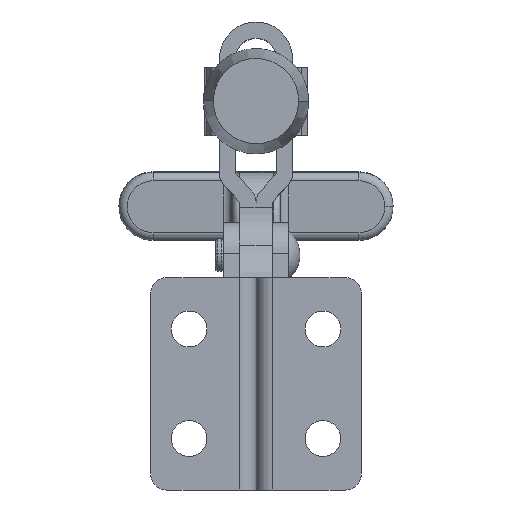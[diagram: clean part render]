
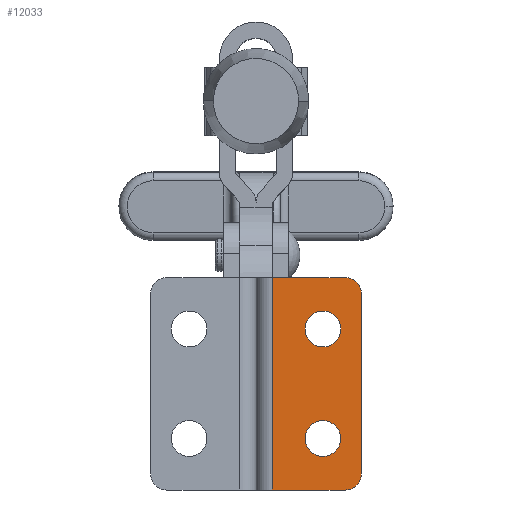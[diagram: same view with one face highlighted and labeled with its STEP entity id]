
A CAD part, front view. The second image highlights one B-rep face of the part: STEP entity #12033.
In plain terms, the highlighted planar face has unit normal (0, -1, 0).
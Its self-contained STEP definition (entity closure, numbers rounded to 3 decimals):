
#25 = CARTESIAN_POINT ( 'NONE',  ( -12.537, 0., 24.2 ) ) ;
#97 = DIRECTION ( 'NONE',  ( 0., -1., 0. ) ) ;
#865 = EDGE_LOOP ( 'NONE', ( #23003, #9975, #7892, #22172, #20153, #2949 ) ) ;
#990 = FACE_BOUND ( 'NONE', #13217, .T. ) ;
#1146 = VERTEX_POINT ( 'NONE', #7579 ) ;
#1961 = VECTOR ( 'NONE', #11208, 1000. ) ;
#2010 = DIRECTION ( 'NONE',  ( 0., 0., -1. ) ) ;
#2158 = DIRECTION ( 'NONE',  ( 0., -1., 0. ) ) ;
#2413 = ORIENTED_EDGE ( 'NONE', *, *, #27402, .F. ) ;
#2949 = ORIENTED_EDGE ( 'NONE', *, *, #5998, .T. ) ;
#3047 = CARTESIAN_POINT ( 'NONE',  ( -23.537, 0., 26.2 ) ) ;
#3682 = EDGE_CURVE ( 'NONE', #22753, #22343, #12423, .T. ) ;
#3820 = DIRECTION ( 'NONE',  ( 0., -1., 0. ) ) ;
#4021 = CIRCLE ( 'NONE', #16951, 2.2 ) ;
#5197 = VECTOR ( 'NONE', #8681, 1000. ) ;
#5212 = VERTEX_POINT ( 'NONE', #8090 ) ;
#5662 = EDGE_CURVE ( 'NONE', #28149, #27039, #23227, .T. ) ;
#5998 = EDGE_CURVE ( 'NONE', #26898, #5212, #30979, .T. ) ;
#6355 = CIRCLE ( 'NONE', #26324, 2. ) ;
#7050 = VERTEX_POINT ( 'NONE', #25301 ) ;
#7579 = CARTESIAN_POINT ( 'NONE',  ( -14.537, 0., 0. ) ) ;
#7892 = ORIENTED_EDGE ( 'NONE', *, *, #3682, .F. ) ;
#8077 = AXIS2_PLACEMENT_3D ( 'NONE', #25602, #10731, #28095 ) ;
#8090 = CARTESIAN_POINT ( 'NONE',  ( -23.537, 0., 0. ) ) ;
#8681 = DIRECTION ( 'NONE',  ( -1., 0., 0. ) ) ;
#9207 = CARTESIAN_POINT ( 'NONE',  ( -14.537, 0., 2. ) ) ;
#9463 = ORIENTED_EDGE ( 'NONE', *, *, #5662, .F. ) ;
#9860 = VERTEX_POINT ( 'NONE', #21817 ) ;
#9975 = ORIENTED_EDGE ( 'NONE', *, *, #13409, .T. ) ;
#10731 = DIRECTION ( 'NONE',  ( 0., -1., 0. ) ) ;
#11208 = DIRECTION ( 'NONE',  ( -1., 0., 0. ) ) ;
#11670 = DIRECTION ( 'NONE',  ( 0., 0., -1. ) ) ;
#11862 = CARTESIAN_POINT ( 'NONE',  ( -22.491, 0., 26.2 ) ) ;
#12033 = ADVANCED_FACE ( 'NONE', ( #990, #13396, #14161 ), #31726, .T. ) ;
#12423 = LINE ( 'NONE', #12487, #19053 ) ;
#12487 = CARTESIAN_POINT ( 'NONE',  ( -12.537, 0., 26.2 ) ) ;
#12733 = CARTESIAN_POINT ( 'NONE',  ( -17.287, 0., 6.35 ) ) ;
#13217 = EDGE_LOOP ( 'NONE', ( #25305, #2413 ) ) ;
#13396 = FACE_BOUND ( 'NONE', #23520, .T. ) ;
#13409 = EDGE_CURVE ( 'NONE', #1146, #22343, #6355, .T. ) ;
#13463 = VERTEX_POINT ( 'NONE', #22111 ) ;
#14161 = FACE_OUTER_BOUND ( 'NONE', #865, .T. ) ;
#14976 = CARTESIAN_POINT ( 'NONE',  ( -17.287, 0., 6.35 ) ) ;
#15157 = LINE ( 'NONE', #26079, #1961 ) ;
#15248 = DIRECTION ( 'NONE',  ( 0., 0., -1. ) ) ;
#15646 = EDGE_CURVE ( 'NONE', #27039, #28149, #21799, .T. ) ;
#16183 = AXIS2_PLACEMENT_3D ( 'NONE', #14976, #97, #17479 ) ;
#16391 = EDGE_CURVE ( 'NONE', #7050, #26898, #15157, .T. ) ;
#16951 = AXIS2_PLACEMENT_3D ( 'NONE', #12733, #30114, #15248 ) ;
#17007 = CARTESIAN_POINT ( 'NONE',  ( -14.537, 0., 24.2 ) ) ;
#17078 = EDGE_CURVE ( 'NONE', #9860, #13463, #17483, .T. ) ;
#17479 = DIRECTION ( 'NONE',  ( 0., 0., -1. ) ) ;
#17483 = CIRCLE ( 'NONE', #16183, 2.2 ) ;
#18328 = CARTESIAN_POINT ( 'NONE',  ( -17.287, 0., 22.05 ) ) ;
#18684 = CARTESIAN_POINT ( 'NONE',  ( -17.287, 0., 19.85 ) ) ;
#18990 = AXIS2_PLACEMENT_3D ( 'NONE', #18684, #3820, #21200 ) ;
#19053 = VECTOR ( 'NONE', #27385, 1000. ) ;
#19532 = DIRECTION ( 'NONE',  ( 0., 0., -1. ) ) ;
#20153 = ORIENTED_EDGE ( 'NONE', *, *, #16391, .T. ) ;
#21200 = DIRECTION ( 'NONE',  ( 0., 0., -1. ) ) ;
#21535 = AXIS2_PLACEMENT_3D ( 'NONE', #11862, #24243, #2010 ) ;
#21799 = CIRCLE ( 'NONE', #8077, 2.2 ) ;
#21817 = CARTESIAN_POINT ( 'NONE',  ( -17.287, 0., 4.15 ) ) ;
#22111 = CARTESIAN_POINT ( 'NONE',  ( -17.287, 0., 8.55 ) ) ;
#22139 = AXIS2_PLACEMENT_3D ( 'NONE', #17007, #2158, #19532 ) ;
#22172 = ORIENTED_EDGE ( 'NONE', *, *, #26160, .T. ) ;
#22343 = VERTEX_POINT ( 'NONE', #25781 ) ;
#22753 = VERTEX_POINT ( 'NONE', #25 ) ;
#23003 = ORIENTED_EDGE ( 'NONE', *, *, #28166, .F. ) ;
#23227 = CIRCLE ( 'NONE', #18990, 2.2 ) ;
#23520 = EDGE_LOOP ( 'NONE', ( #9463, #25073 ) ) ;
#23548 = CARTESIAN_POINT ( 'NONE',  ( -22.491, 0., 0. ) ) ;
#23602 = VECTOR ( 'NONE', #30264, 1000. ) ;
#24243 = DIRECTION ( 'NONE',  ( 0., -1., 0. ) ) ;
#25073 = ORIENTED_EDGE ( 'NONE', *, *, #15646, .F. ) ;
#25301 = CARTESIAN_POINT ( 'NONE',  ( -14.537, 0., 26.2 ) ) ;
#25305 = ORIENTED_EDGE ( 'NONE', *, *, #17078, .F. ) ;
#25602 = CARTESIAN_POINT ( 'NONE',  ( -17.287, 0., 19.85 ) ) ;
#25781 = CARTESIAN_POINT ( 'NONE',  ( -12.537, 0., 2. ) ) ;
#25851 = CARTESIAN_POINT ( 'NONE',  ( -17.287, 0., 17.65 ) ) ;
#26079 = CARTESIAN_POINT ( 'NONE',  ( -22.491, 0., 26.2 ) ) ;
#26160 = EDGE_CURVE ( 'NONE', #22753, #7050, #28514, .T. ) ;
#26324 = AXIS2_PLACEMENT_3D ( 'NONE', #9207, #26555, #11670 ) ;
#26555 = DIRECTION ( 'NONE',  ( 0., -1., 0. ) ) ;
#26898 = VERTEX_POINT ( 'NONE', #28986 ) ;
#27039 = VERTEX_POINT ( 'NONE', #18328 ) ;
#27385 = DIRECTION ( 'NONE',  ( 0., 0., -1. ) ) ;
#27402 = EDGE_CURVE ( 'NONE', #13463, #9860, #4021, .T. ) ;
#28095 = DIRECTION ( 'NONE',  ( 0., 0., -1. ) ) ;
#28149 = VERTEX_POINT ( 'NONE', #25851 ) ;
#28166 = EDGE_CURVE ( 'NONE', #1146, #5212, #30841, .T. ) ;
#28514 = CIRCLE ( 'NONE', #22139, 2. ) ;
#28986 = CARTESIAN_POINT ( 'NONE',  ( -23.537, 0., 26.2 ) ) ;
#30114 = DIRECTION ( 'NONE',  ( 0., -1., 0. ) ) ;
#30264 = DIRECTION ( 'NONE',  ( 0., 0., -1. ) ) ;
#30841 = LINE ( 'NONE', #23548, #5197 ) ;
#30979 = LINE ( 'NONE', #3047, #23602 ) ;
#31726 = PLANE ( 'NONE',  #21535 ) ;
